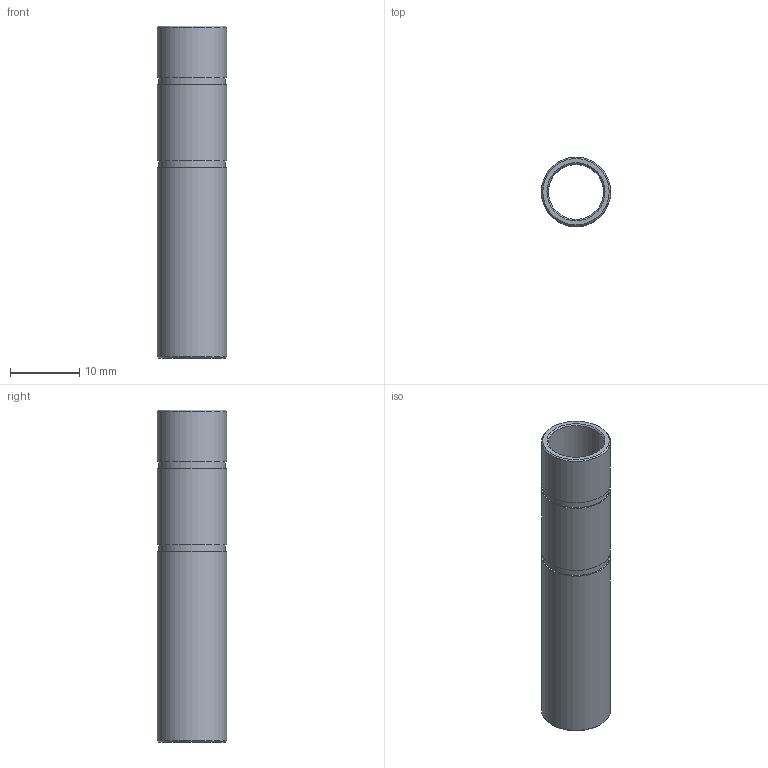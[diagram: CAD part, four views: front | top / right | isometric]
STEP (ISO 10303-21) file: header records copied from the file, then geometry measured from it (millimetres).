
FILE_DESCRIPTION(/* description */ (''),/* implementation_level */ '2;1');
FILE_NAME(/* name */ 'TubeTournage.step',/* time_stamp */ '2021-05-20T09:21:32+02:00',/* author */ (''),/* organization */ (''),/* preprocessor_version */ 'ST-DEVELOPER v18.1',/* originating_system */ 'Autodesk Translation Framework v10.6.0.1341',/* authorisation */ '');
FILE_SCHEMA (('AUTOMOTIVE_DESIGN { 1 0 10303 214 3 1 1 }'));
Length unit declared in the file: millimetre
Products named in the file (1): Tube 8/10 L30 - threaded
Bounding box: 10 x 10 x 48 mm (x, y, z)
Volume: 1343.1 mm3; surface area: 2782.6 mm2
Topology: 1 solids, 1 shells, 15 faces, 24 edges, 15 vertices
Faces by surface type: plane 6, cylinder 6, cone 3
Full cylindrical faces by diameter (mm): 8 x1, 9.6 x2, 10 x3
Entity records: 386 total; most frequent: DIRECTION 71, CARTESIAN_POINT 55, ORIENTED_EDGE 48, AXIS2_PLACEMENT_3D 31, EDGE_CURVE 24, EDGE_LOOP 21, FACE_OUTER_BOUND 15, CIRCLE 15
